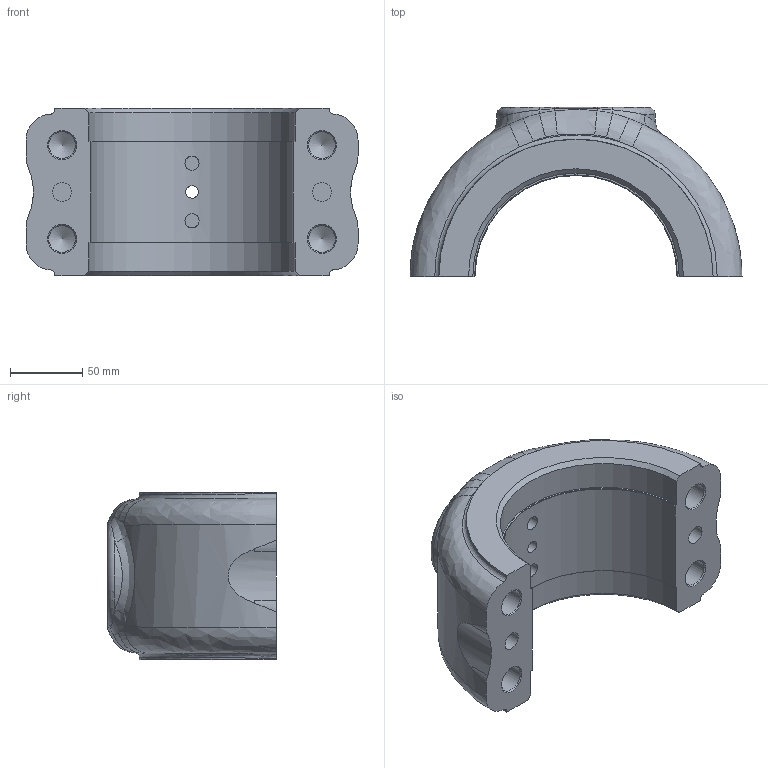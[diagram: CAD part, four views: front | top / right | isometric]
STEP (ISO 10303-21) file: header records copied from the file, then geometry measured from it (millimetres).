
FILE_DESCRIPTION (( 'STEP AP203' ), '1' );
FILE_NAME ('342B02-衝桿蓋.STEP', '2023-09-28T06:05:15', ( '' ), ( '' ), 'SwSTEP 2.0', 'SolidWorks 2018', '' );
FILE_SCHEMA (( 'CONFIG_CONTROL_DESIGN' ));
Length unit declared in the file: millimetre
Products named in the file (1): 342B02-衝桿蓋
Bounding box: 230 x 117 x 116 mm (x, y, z)
Volume: 1363242.4 mm3; surface area: 113957 mm2
Topology: 1 solids, 1 shells, 103 faces, 244 edges, 150 vertices
Faces by surface type: bspline 38, cylinder 28, plane 20, cone 15, torus 2
Full cylindrical faces by diameter (mm): 8.5 x2, 8.7 x1, 9.8 x2, 13 x4, 18.5 x4
Entity records: 5114 total; most frequent: CARTESIAN_POINT 3038, ORIENTED_EDGE 428, DIRECTION 360, EDGE_CURVE 214, AXIS2_PLACEMENT_3D 161, VERTEX_POINT 144, EDGE_LOOP 136, FACE_OUTER_BOUND 116
